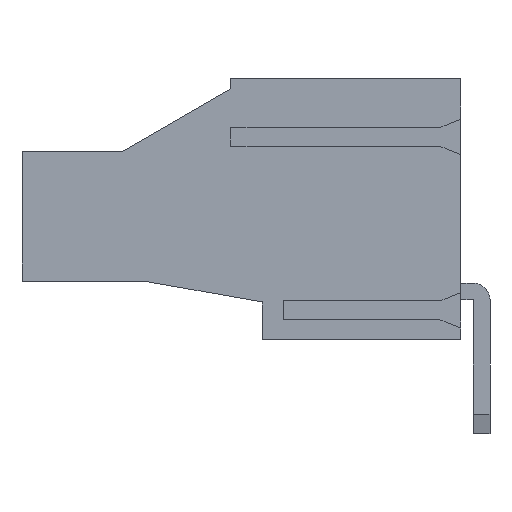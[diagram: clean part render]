
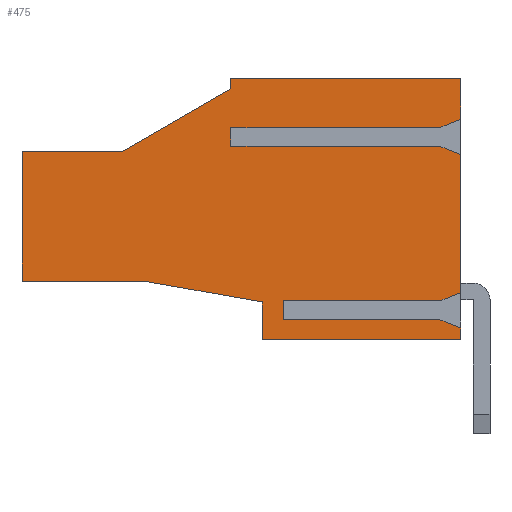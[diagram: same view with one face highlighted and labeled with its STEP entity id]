
A CAD part, left-side view. The second image highlights one B-rep face of the part: STEP entity #475.
In plain terms, the highlighted planar face has unit normal (-1, 0, 0).
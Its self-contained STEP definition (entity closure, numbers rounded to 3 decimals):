
#475 = ADVANCED_FACE( '', ( #1159 ), #1160, .T. );
#1159 = FACE_OUTER_BOUND( '', #2057, .T. );
#1160 = PLANE( '', #2058 );
#2057 = EDGE_LOOP( '', ( #3422, #3423, #3424, #3425, #3426, #3427, #3428, #3429, #3430, #3431, #3432, #3433, #3434, #3435, #3436, #3437, #3438, #3439, #3440, #3441, #3442, #3443 ) );
#2058 = AXIS2_PLACEMENT_3D( '', #3444, #3445, #3446 );
#3422 = ORIENTED_EDGE( '', *, *, #5536, .T. );
#3423 = ORIENTED_EDGE( '', *, *, #5798, .T. );
#3424 = ORIENTED_EDGE( '', *, *, #5799, .T. );
#3425 = ORIENTED_EDGE( '', *, *, #5800, .T. );
#3426 = ORIENTED_EDGE( '', *, *, #5755, .T. );
#3427 = ORIENTED_EDGE( '', *, *, #5740, .T. );
#3428 = ORIENTED_EDGE( '', *, *, #5604, .T. );
#3429 = ORIENTED_EDGE( '', *, *, #5801, .T. );
#3430 = ORIENTED_EDGE( '', *, *, #5802, .T. );
#3431 = ORIENTED_EDGE( '', *, *, #5803, .T. );
#3432 = ORIENTED_EDGE( '', *, *, #5804, .T. );
#3433 = ORIENTED_EDGE( '', *, *, #5805, .T. );
#3434 = ORIENTED_EDGE( '', *, *, #5447, .F. );
#3435 = ORIENTED_EDGE( '', *, *, #5806, .F. );
#3436 = ORIENTED_EDGE( '', *, *, #5807, .T. );
#3437 = ORIENTED_EDGE( '', *, *, #5808, .T. );
#3438 = ORIENTED_EDGE( '', *, *, #5708, .T. );
#3439 = ORIENTED_EDGE( '', *, *, #5809, .T. );
#3440 = ORIENTED_EDGE( '', *, *, #5810, .F. );
#3441 = ORIENTED_EDGE( '', *, *, #5811, .F. );
#3442 = ORIENTED_EDGE( '', *, *, #5812, .T. );
#3443 = ORIENTED_EDGE( '', *, *, #5813, .T. );
#3444 = CARTESIAN_POINT( '', ( 12.295, -83.045, -53.5 ) );
#3445 = DIRECTION( '', ( -1., 0., 0. ) );
#3446 = DIRECTION( '', ( 0., 1., 0. ) );
#5447 = EDGE_CURVE( '', #6572, #6574, #6575, .T. );
#5536 = EDGE_CURVE( '', #6721, #6725, #6727, .T. );
#5604 = EDGE_CURVE( '', #6836, #6843, #6845, .T. );
#5708 = EDGE_CURVE( '', #7017, #7018, #7019, .T. );
#5740 = EDGE_CURVE( '', #7068, #6836, #7071, .T. );
#5755 = EDGE_CURVE( '', #7094, #7068, #7097, .T. );
#5798 = EDGE_CURVE( '', #6725, #7164, #7165, .T. );
#5799 = EDGE_CURVE( '', #7164, #7166, #7167, .T. );
#5800 = EDGE_CURVE( '', #7166, #7094, #7168, .T. );
#5801 = EDGE_CURVE( '', #6843, #7169, #7170, .T. );
#5802 = EDGE_CURVE( '', #7169, #7171, #7172, .T. );
#5803 = EDGE_CURVE( '', #7171, #7173, #7174, .T. );
#5804 = EDGE_CURVE( '', #7173, #7175, #7176, .T. );
#5805 = EDGE_CURVE( '', #7175, #6574, #7177, .T. );
#5806 = EDGE_CURVE( '', #7178, #6572, #7179, .T. );
#5807 = EDGE_CURVE( '', #7178, #7180, #7181, .T. );
#5808 = EDGE_CURVE( '', #7180, #7017, #7182, .T. );
#5809 = EDGE_CURVE( '', #7018, #7183, #7184, .T. );
#5810 = EDGE_CURVE( '', #7185, #7183, #7186, .T. );
#5811 = EDGE_CURVE( '', #7187, #7185, #7188, .T. );
#5812 = EDGE_CURVE( '', #7187, #7189, #7190, .T. );
#5813 = EDGE_CURVE( '', #7189, #6721, #7191, .T. );
#6572 = VERTEX_POINT( '', #8192 );
#6574 = VERTEX_POINT( '', #8195 );
#6575 = LINE( '', #8196, #8197 );
#6721 = VERTEX_POINT( '', #8408 );
#6725 = VERTEX_POINT( '', #8414 );
#6727 = LINE( '', #8417, #8418 );
#6836 = VERTEX_POINT( '', #8574 );
#6843 = VERTEX_POINT( '', #8586 );
#6845 = LINE( '', #8589, #8590 );
#7017 = VERTEX_POINT( '', #8837 );
#7018 = VERTEX_POINT( '', #8838 );
#7019 = LINE( '', #8839, #8840 );
#7068 = VERTEX_POINT( '', #8908 );
#7071 = LINE( '', #8913, #8914 );
#7094 = VERTEX_POINT( '', #8944 );
#7097 = LINE( '', #8949, #8950 );
#7164 = VERTEX_POINT( '', #9043 );
#7165 = LINE( '', #9044, #9045 );
#7166 = VERTEX_POINT( '', #9046 );
#7167 = LINE( '', #9047, #9048 );
#7168 = LINE( '', #9049, #9050 );
#7169 = VERTEX_POINT( '', #9051 );
#7170 = LINE( '', #9052, #9053 );
#7171 = VERTEX_POINT( '', #9054 );
#7172 = LINE( '', #9055, #9056 );
#7173 = VERTEX_POINT( '', #9057 );
#7174 = LINE( '', #9058, #9059 );
#7175 = VERTEX_POINT( '', #9060 );
#7176 = LINE( '', #9061, #9062 );
#7177 = LINE( '', #9063, #9064 );
#7178 = VERTEX_POINT( '', #9065 );
#7179 = LINE( '', #9066, #9067 );
#7180 = VERTEX_POINT( '', #9068 );
#7181 = LINE( '', #9069, #9070 );
#7182 = LINE( '', #9071, #9072 );
#7183 = VERTEX_POINT( '', #9073 );
#7184 = LINE( '', #9074, #9075 );
#7185 = VERTEX_POINT( '', #9076 );
#7186 = LINE( '', #9077, #9078 );
#7187 = VERTEX_POINT( '', #9079 );
#7188 = LINE( '', #9080, #9081 );
#7189 = VERTEX_POINT( '', #9082 );
#7190 = LINE( '', #9083, #9084 );
#7191 = LINE( '', #9085, #9086 );
#8192 = CARTESIAN_POINT( '', ( 12.295, -95.545, -60.65 ) );
#8195 = CARTESIAN_POINT( '', ( 12.295, -95.545, -61.55 ) );
#8196 = CARTESIAN_POINT( '', ( 12.295, -95.545, -61.55 ) );
#8197 = VECTOR( '', #10323, 1000. );
#8408 = CARTESIAN_POINT( '', ( 12.295, -104.045, -50. ) );
#8414 = CARTESIAN_POINT( '', ( 12.295, -93.045, -50. ) );
#8417 = CARTESIAN_POINT( '', ( 12.295, -93.045, -50. ) );
#8418 = VECTOR( '', #10404, 1000. );
#8574 = CARTESIAN_POINT( '', ( 12.295, -88.874, -59.7 ) );
#8586 = CARTESIAN_POINT( '', ( 12.295, -94.545, -60.7 ) );
#8589 = CARTESIAN_POINT( '', ( 12.295, -94.545, -60.7 ) );
#8590 = VECTOR( '', #10467, 1000. );
#8837 = CARTESIAN_POINT( '', ( 12.295, -104.045, -53.644 ) );
#8838 = CARTESIAN_POINT( '', ( 12.295, -103.045, -53.25 ) );
#8839 = CARTESIAN_POINT( '', ( 12.295, -85.821, -46.459 ) );
#8840 = VECTOR( '', #10558, 1000. );
#8908 = CARTESIAN_POINT( '', ( 12.295, -83.045, -59.7 ) );
#8913 = CARTESIAN_POINT( '', ( 12.295, -88.874, -59.7 ) );
#8914 = VECTOR( '', #10589, 1000. );
#8944 = CARTESIAN_POINT( '', ( 12.295, -83.045, -53.5 ) );
#8949 = CARTESIAN_POINT( '', ( 12.295, -83.045, -59.7 ) );
#8950 = VECTOR( '', #10605, 1000. );
#9043 = CARTESIAN_POINT( '', ( 12.295, -93.045, -50.5 ) );
#9044 = CARTESIAN_POINT( '', ( 12.295, -93.045, -50.5 ) );
#9045 = VECTOR( '', #10650, 1000. );
#9046 = CARTESIAN_POINT( '', ( 12.295, -87.849, -53.5 ) );
#9047 = CARTESIAN_POINT( '', ( 12.295, -87.849, -53.5 ) );
#9048 = VECTOR( '', #10651, 1000. );
#9049 = CARTESIAN_POINT( '', ( 12.295, -83.045, -53.5 ) );
#9050 = VECTOR( '', #10652, 1000. );
#9051 = CARTESIAN_POINT( '', ( 12.295, -94.545, -62.5 ) );
#9052 = CARTESIAN_POINT( '', ( 12.295, -94.545, -62.5 ) );
#9053 = VECTOR( '', #10653, 1000. );
#9054 = CARTESIAN_POINT( '', ( 12.295, -104.045, -62.5 ) );
#9055 = CARTESIAN_POINT( '', ( 12.295, -104.045, -62.5 ) );
#9056 = VECTOR( '', #10654, 1000. );
#9057 = CARTESIAN_POINT( '', ( 12.295, -104.045, -61.944 ) );
#9058 = CARTESIAN_POINT( '', ( 12.295, -104.045, -50. ) );
#9059 = VECTOR( '', #10655, 1000. );
#9060 = CARTESIAN_POINT( '', ( 12.295, -103.045, -61.55 ) );
#9061 = CARTESIAN_POINT( '', ( 12.295, -82.989, -53.643 ) );
#9062 = VECTOR( '', #10656, 1000. );
#9063 = CARTESIAN_POINT( '', ( 12.295, -106.545, -61.55 ) );
#9064 = VECTOR( '', #10657, 1000. );
#9065 = CARTESIAN_POINT( '', ( 12.295, -103.045, -60.65 ) );
#9066 = CARTESIAN_POINT( '', ( 12.295, -106.545, -60.65 ) );
#9067 = VECTOR( '', #10658, 1000. );
#9068 = CARTESIAN_POINT( '', ( 12.295, -104.045, -60.256 ) );
#9069 = CARTESIAN_POINT( '', ( 12.295, -88.176, -66.512 ) );
#9070 = VECTOR( '', #10659, 1000. );
#9071 = CARTESIAN_POINT( '', ( 12.295, -104.045, -50. ) );
#9072 = VECTOR( '', #10660, 1000. );
#9073 = CARTESIAN_POINT( '', ( 12.295, -93.045, -53.25 ) );
#9074 = CARTESIAN_POINT( '', ( 12.295, -104.045, -53.25 ) );
#9075 = VECTOR( '', #10661, 1000. );
#9076 = CARTESIAN_POINT( '', ( 12.295, -93.045, -52.35 ) );
#9077 = CARTESIAN_POINT( '', ( 12.295, -93.045, -53.25 ) );
#9078 = VECTOR( '', #10662, 1000. );
#9079 = CARTESIAN_POINT( '', ( 12.295, -103.045, -52.35 ) );
#9080 = CARTESIAN_POINT( '', ( 12.295, -104.045, -52.35 ) );
#9081 = VECTOR( '', #10663, 1000. );
#9082 = CARTESIAN_POINT( '', ( 12.295, -104.045, -51.956 ) );
#9083 = CARTESIAN_POINT( '', ( 12.295, -85.344, -59.329 ) );
#9084 = VECTOR( '', #10664, 1000. );
#9085 = CARTESIAN_POINT( '', ( 12.295, -104.045, -50. ) );
#9086 = VECTOR( '', #10665, 1000. );
#10323 = DIRECTION( '', ( 0., 0., -1. ) );
#10404 = DIRECTION( '', ( 0., 1., 0. ) );
#10467 = DIRECTION( '', ( 0., -0.985, -0.174 ) );
#10558 = DIRECTION( '', ( 0., 0.93, 0.367 ) );
#10589 = DIRECTION( '', ( 0., -1., 0. ) );
#10605 = DIRECTION( '', ( 0., 0., -1. ) );
#10650 = DIRECTION( '', ( 0., 0., -1. ) );
#10651 = DIRECTION( '', ( 0., 0.866, -0.5 ) );
#10652 = DIRECTION( '', ( 0., 1., 0. ) );
#10653 = DIRECTION( '', ( 0., 0., -1. ) );
#10654 = DIRECTION( '', ( 0., -1., 0. ) );
#10655 = DIRECTION( '', ( 0., 0., 1. ) );
#10656 = DIRECTION( '', ( 0., 0.93, 0.367 ) );
#10657 = DIRECTION( '', ( 0., 1., 0. ) );
#10658 = DIRECTION( '', ( 0., 1., 0. ) );
#10659 = DIRECTION( '', ( 0., -0.93, 0.367 ) );
#10660 = DIRECTION( '', ( 0., 0., 1. ) );
#10661 = DIRECTION( '', ( 0., 1., 0. ) );
#10662 = DIRECTION( '', ( 0., 0., -1. ) );
#10663 = DIRECTION( '', ( 0., 1., 0. ) );
#10664 = DIRECTION( '', ( 0., -0.93, 0.367 ) );
#10665 = DIRECTION( '', ( 0., 0., 1. ) );
